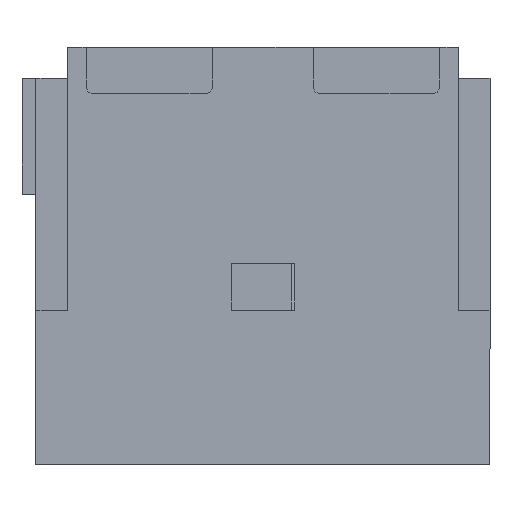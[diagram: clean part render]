
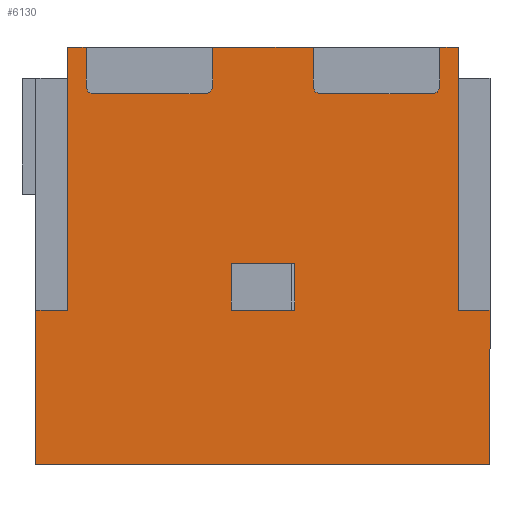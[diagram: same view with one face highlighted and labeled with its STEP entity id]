
A CAD part, front view. The second image highlights one B-rep face of the part: STEP entity #6130.
In plain terms, the highlighted face is planar.
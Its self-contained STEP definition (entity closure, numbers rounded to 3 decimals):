
#1180=CARTESIAN_POINT('',(-49.548,-49.122,-0.));
#1190=DIRECTION('',(-0.,-0.,-1.));
#1200=VECTOR('',#1190,1.);
#1210=LINE('',#1180,#1200);
#1220=CARTESIAN_POINT('',(-49.548,-49.122,-31.));
#1230=VERTEX_POINT('',#1220);
#1240=CARTESIAN_POINT('',(-49.548,-49.122,-33.5));
#1250=VERTEX_POINT('',#1240);
#1260=EDGE_CURVE('',#1230,#1250,#1210,.T.);
#4170=CARTESIAN_POINT('',(-49.548,-75.222,0.));
#4180=DIRECTION('',(1.,0.,0.));
#4190=DIRECTION('',(0.,1.,0.));
#4200=AXIS2_PLACEMENT_3D('',#4170,#4180,#4190);
#4210=PLANE('',#4200);
#4220=CARTESIAN_POINT('',(-49.548,-62.622,-0.));
#4230=DIRECTION('',(0.,0.,1.));
#4240=VECTOR('',#4230,1.);
#4250=LINE('',#4220,#4240);
#4260=CARTESIAN_POINT('',(-49.548,-62.622,-19.5));
#4270=VERTEX_POINT('',#4260);
#4280=CARTESIAN_POINT('',(-49.548,-62.622,-16.5));
#4290=VERTEX_POINT('',#4280);
#4300=EDGE_CURVE('',#4270,#4290,#4250,.T.);
#4310=ORIENTED_EDGE('',*,*,#4300,.F.);
#4320=CARTESIAN_POINT('',(-49.548,-0.,-16.5));
#4330=DIRECTION('',(0.,-1.,0.));
#4340=VECTOR('',#4330,1.);
#4350=LINE('',#4320,#4340);
#4360=CARTESIAN_POINT('',(-49.548,-58.522,-16.5));
#4370=VERTEX_POINT('',#4360);
#4380=EDGE_CURVE('',#4370,#4290,#4350,.T.);
#4390=ORIENTED_EDGE('',*,*,#4380,.T.);
#4400=CARTESIAN_POINT('',(-49.548,-58.522,-0.));
#4410=DIRECTION('',(-0.,0.,-1.));
#4420=VECTOR('',#4410,1.);
#4430=LINE('',#4400,#4420);
#4440=CARTESIAN_POINT('',(-49.548,-58.522,-19.5));
#4450=VERTEX_POINT('',#4440);
#4460=EDGE_CURVE('',#4370,#4450,#4430,.T.);
#4470=ORIENTED_EDGE('',*,*,#4460,.F.);
#4480=CARTESIAN_POINT('',(-49.548,-0.,-19.5));
#4490=DIRECTION('',(-0.,-1.,-0.));
#4500=VECTOR('',#4490,1.);
#4510=LINE('',#4480,#4500);
#4520=EDGE_CURVE('',#4450,#4270,#4510,.T.);
#4530=ORIENTED_EDGE('',*,*,#4520,.F.);
#4540=EDGE_LOOP('',(#4530,#4470,#4390,#4310));
#4550=FACE_BOUND('',#4540,.T.);
#4560=CARTESIAN_POINT('',(-49.548,-72.022,-0.));
#4570=DIRECTION('',(0.,0.,1.));
#4580=VECTOR('',#4570,1.);
#4590=LINE('',#4560,#4580);
#4600=CARTESIAN_POINT('',(-49.548,-72.022,-33.5));
#4610=VERTEX_POINT('',#4600);
#4620=CARTESIAN_POINT('',(-49.548,-72.022,-31.));
#4630=VERTEX_POINT('',#4620);
#4640=EDGE_CURVE('',#4610,#4630,#4590,.T.);
#4650=ORIENTED_EDGE('',*,*,#4640,.F.);
#4660=CARTESIAN_POINT('',(-49.548,-71.522,-31.));
#4670=DIRECTION('',(-1.,-0.,-0.));
#4680=DIRECTION('',(-0.,-1.,-0.));
#4690=AXIS2_PLACEMENT_3D('',#4660,#4670,#4680);
#4700=CIRCLE('',#4690,0.5);
#4710=CARTESIAN_POINT('',(-49.548,-71.522,-30.5));
#4720=VERTEX_POINT('',#4710);
#4730=EDGE_CURVE('',#4630,#4720,#4700,.T.);
#4740=ORIENTED_EDGE('',*,*,#4730,.F.);
#4750=CARTESIAN_POINT('',(-49.548,-0.,-30.5));
#4760=DIRECTION('',(-0.,-1.,-0.));
#4770=VECTOR('',#4760,1.);
#4780=LINE('',#4750,#4770);
#4790=CARTESIAN_POINT('',(-49.548,-64.322,-30.5));
#4800=VERTEX_POINT('',#4790);
#4810=EDGE_CURVE('',#4800,#4720,#4780,.T.);
#4820=ORIENTED_EDGE('',*,*,#4810,.T.);
#4830=CARTESIAN_POINT('',(-49.548,-64.322,-31.));
#4840=DIRECTION('',(1.,0.,0.));
#4850=DIRECTION('',(0.,1.,0.));
#4860=AXIS2_PLACEMENT_3D('',#4830,#4840,#4850);
#4870=CIRCLE('',#4860,0.5);
#4880=CARTESIAN_POINT('',(-49.548,-63.822,-31.));
#4890=VERTEX_POINT('',#4880);
#4900=EDGE_CURVE('',#4890,#4800,#4870,.T.);
#4910=ORIENTED_EDGE('',*,*,#4900,.T.);
#4920=CARTESIAN_POINT('',(-49.548,-63.822,-0.));
#4930=DIRECTION('',(-0.,-0.,-1.));
#4940=VECTOR('',#4930,1.);
#4950=LINE('',#4920,#4940);
#4960=CARTESIAN_POINT('',(-49.548,-63.822,-33.5));
#4970=VERTEX_POINT('',#4960);
#4980=EDGE_CURVE('',#4890,#4970,#4950,.T.);
#4990=ORIENTED_EDGE('',*,*,#4980,.F.);
#5000=CARTESIAN_POINT('',(-49.548,-74.549,-33.5)
);
#5010=DIRECTION('',(0.,1.,0.));
#5020=VECTOR('',#5010,1.);
#5030=LINE('',#5000,#5020);
#5040=CARTESIAN_POINT('',(-49.548,-57.322,-33.5));
#5050=VERTEX_POINT('',#5040);
#5060=EDGE_CURVE('',#4970,#5050,#5030,.T.);
#5070=ORIENTED_EDGE('',*,*,#5060,.F.);
#5080=CARTESIAN_POINT('',(-49.548,-57.322,-0.));
#5090=DIRECTION('',(0.,0.,1.));
#5100=VECTOR('',#5090,1.);
#5110=LINE('',#5080,#5100);
#5120=CARTESIAN_POINT('',(-49.548,-57.322,-31.));
#5130=VERTEX_POINT('',#5120);
#5140=EDGE_CURVE('',#5050,#5130,#5110,.T.);
#5150=ORIENTED_EDGE('',*,*,#5140,.F.);
#5160=CARTESIAN_POINT('',(-49.548,-56.822,-31.));
#5170=DIRECTION('',(-1.,-0.,-0.));
#5180=DIRECTION('',(-0.,-1.,-0.));
#5190=AXIS2_PLACEMENT_3D('',#5160,#5170,#5180);
#5200=CIRCLE('',#5190,0.5);
#5210=CARTESIAN_POINT('',(-49.548,-56.822,-30.5));
#5220=VERTEX_POINT('',#5210);
#5230=EDGE_CURVE('',#5130,#5220,#5200,.T.);
#5240=ORIENTED_EDGE('',*,*,#5230,.F.);
#5250=CARTESIAN_POINT('',(-49.548,-0.,-30.5));
#5260=DIRECTION('',(-0.,-1.,-0.));
#5270=VECTOR('',#5260,1.);
#5280=LINE('',#5250,#5270);
#5290=CARTESIAN_POINT('',(-49.548,-49.622,-30.5));
#5300=VERTEX_POINT('',#5290);
#5310=EDGE_CURVE('',#5300,#5220,#5280,.T.);
#5320=ORIENTED_EDGE('',*,*,#5310,.T.);
#5330=CARTESIAN_POINT('',(-49.548,-49.622,-31.));
#5340=DIRECTION('',(1.,0.,0.));
#5350=DIRECTION('',(0.,1.,0.));
#5360=AXIS2_PLACEMENT_3D('',#5330,#5340,#5350);
#5370=CIRCLE('',#5360,0.5);
#5380=EDGE_CURVE('',#1230,#5300,#5370,.T.);
#5390=ORIENTED_EDGE('',*,*,#5380,.T.);
#5400=ORIENTED_EDGE('',*,*,#1260,.F.);
#5410=CARTESIAN_POINT('',(-49.548,-0.,-33.5));
#5420=DIRECTION('',(0.,1.,0.));
#5430=VECTOR('',#5420,1.);
#5440=LINE('',#5410,#5430);
#5450=CARTESIAN_POINT('',(-49.548,-47.922,-33.5));
#5460=VERTEX_POINT('',#5450);
#5470=EDGE_CURVE('',#1250,#5460,#5440,.T.);
#5480=ORIENTED_EDGE('',*,*,#5470,.F.);
#5490=CARTESIAN_POINT('',(-49.548,-47.922,-0.));
#5500=DIRECTION('',(0.,0.,1.));
#5510=VECTOR('',#5500,1.);
#5520=LINE('',#5490,#5510);
#5530=CARTESIAN_POINT('',(-49.548,-47.922,-16.5));
#5540=VERTEX_POINT('',#5530);
#5550=EDGE_CURVE('',#5460,#5540,#5520,.T.);
#5560=ORIENTED_EDGE('',*,*,#5550,.F.);
#5570=CARTESIAN_POINT('',(-49.548,-0.,-16.5));
#5580=DIRECTION('',(0.,1.,0.));
#5590=VECTOR('',#5580,1.);
#5600=LINE('',#5570,#5590);
#5610=CARTESIAN_POINT('',(-49.548,-45.872,-16.5));
#5620=VERTEX_POINT('',#5610);
#5630=EDGE_CURVE('',#5540,#5620,#5600,.T.);
#5640=ORIENTED_EDGE('',*,*,#5630,.F.);
#5650=CARTESIAN_POINT('',(-49.548,-45.872,-16.55));
#5660=DIRECTION('',(0.,0.,1.));
#5670=VECTOR('',#5660,1.);
#5680=LINE('',#5650,#5670);
#5690=CARTESIAN_POINT('',(-49.548,-45.872,-6.5));
#5700=VERTEX_POINT('',#5690);
#5710=EDGE_CURVE('',#5620,#5700,#5680,.T.);
#5720=ORIENTED_EDGE('',*,*,#5710,.F.);
#5730=CARTESIAN_POINT('',(-49.548,-0.,-6.5));
#5740=DIRECTION('',(0.,1.,0.));
#5750=VECTOR('',#5740,1.);
#5760=LINE('',#5730,#5750);
#5770=CARTESIAN_POINT('',(-49.548,-75.272,-6.5));
#5780=VERTEX_POINT('',#5770);
#5790=EDGE_CURVE('',#5780,#5700,#5760,.T.);
#5800=ORIENTED_EDGE('',*,*,#5790,.T.);
#5810=CARTESIAN_POINT('',(-49.548,-75.272,-16.55));
#5820=DIRECTION('',(0.,0.,1.));
#5830=VECTOR('',#5820,1.);
#5840=LINE('',#5810,#5830);
#5850=CARTESIAN_POINT('',(-49.548,-75.272,-16.5));
#5860=VERTEX_POINT('',#5850);
#5870=EDGE_CURVE('',#5860,#5780,#5840,.T.);
#5880=ORIENTED_EDGE('',*,*,#5870,.T.);
#5890=CARTESIAN_POINT('',(-49.548,-0.,-16.5));
#5900=DIRECTION('',(0.,1.,0.));
#5910=VECTOR('',#5900,1.);
#5920=LINE('',#5890,#5910);
#5930=CARTESIAN_POINT('',(-49.548,-73.222,-16.5));
#5940=VERTEX_POINT('',#5930);
#5950=EDGE_CURVE('',#5860,#5940,#5920,.T.);
#5960=ORIENTED_EDGE('',*,*,#5950,.F.);
#5970=CARTESIAN_POINT('',(-49.548,-73.222,-0.));
#5980=DIRECTION('',(-0.,0.,-1.));
#5990=VECTOR('',#5980,1.);
#6000=LINE('',#5970,#5990);
#6010=CARTESIAN_POINT('',(-49.548,-73.222,-33.5));
#6020=VERTEX_POINT('',#6010);
#6030=EDGE_CURVE('',#5940,#6020,#6000,.T.);
#6040=ORIENTED_EDGE('',*,*,#6030,.F.);
#6050=CARTESIAN_POINT('',(-49.548,-0.,-33.5));
#6060=DIRECTION('',(0.,1.,0.));
#6070=VECTOR('',#6060,1.);
#6080=LINE('',#6050,#6070);
#6090=EDGE_CURVE('',#6020,#4610,#6080,.T.);
#6100=ORIENTED_EDGE('',*,*,#6090,.F.);
#6110=EDGE_LOOP('',(#6100,#6040,#5960,#5880,#5800,#5720,#5640,#5560,
#5480,#5400,#5390,#5320,#5240,#5150,#5070,#4990,#4910,#4820,#4740,#4650)
);
#6120=FACE_OUTER_BOUND('',#6110,.T.);
#6130=ADVANCED_FACE('',(#4550,#6120),#4210,.F.);
